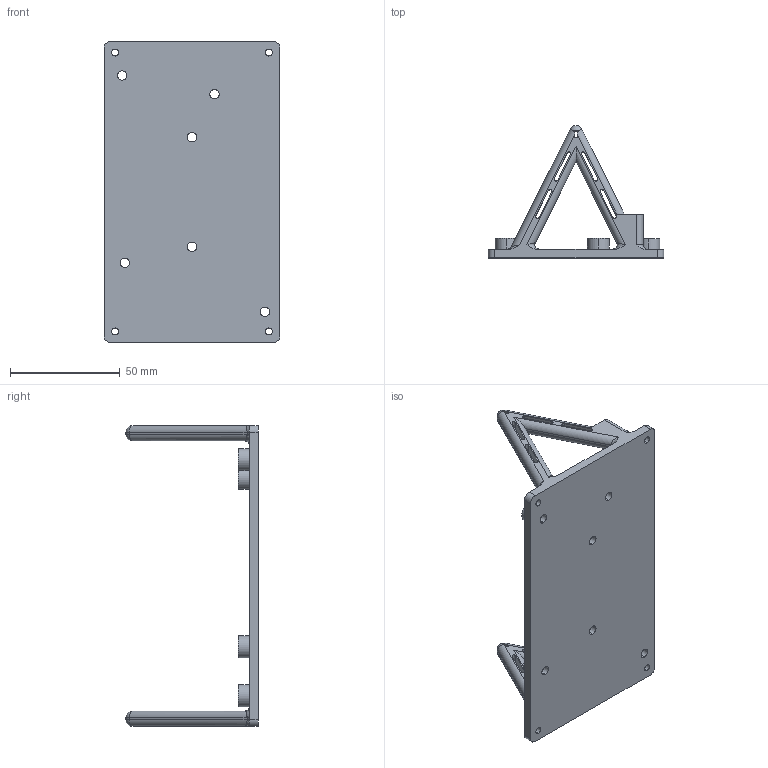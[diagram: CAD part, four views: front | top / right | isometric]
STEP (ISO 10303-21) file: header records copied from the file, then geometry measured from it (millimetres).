
FILE_DESCRIPTION (( 'STEP AP214' ), '1' );
FILE_NAME ('Frame top Rev 1.STEP', '2024-02-26T16:59:28', ( '' ), ( '' ), 'SwSTEP 2.0', 'SolidWorks 2020', '' );
FILE_SCHEMA (( 'AUTOMOTIVE_DESIGN' ));
Length unit declared in the file: millimetre
Products named in the file (1): Frame top Rev 1
Bounding box: 80 x 60.29 x 136.93 mm (x, y, z)
Volume: 56006.6 mm3; surface area: 31995.7 mm2
Topology: 1 solids, 1 shells, 251 faces, 710 edges, 460 vertices
Faces by surface type: cylinder 94, bspline 93, plane 58, sphere 4, torus 2
Entity records: 11022 total; most frequent: CARTESIAN_POINT 5051, ORIENTED_EDGE 1404, DIRECTION 978, EDGE_CURVE 702, VERTEX_POINT 456, AXIS2_PLACEMENT_3D 329, VECTOR 320, LINE 320
